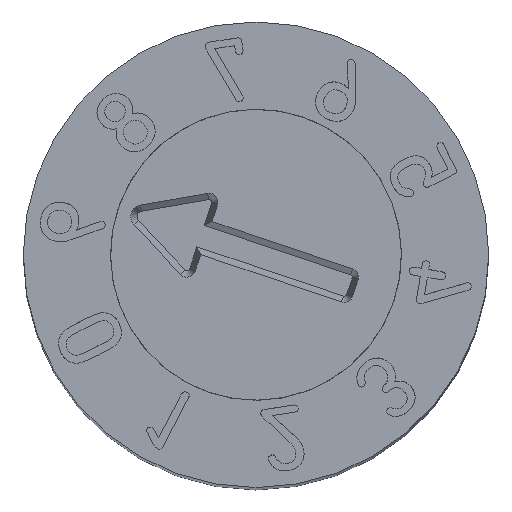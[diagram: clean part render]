
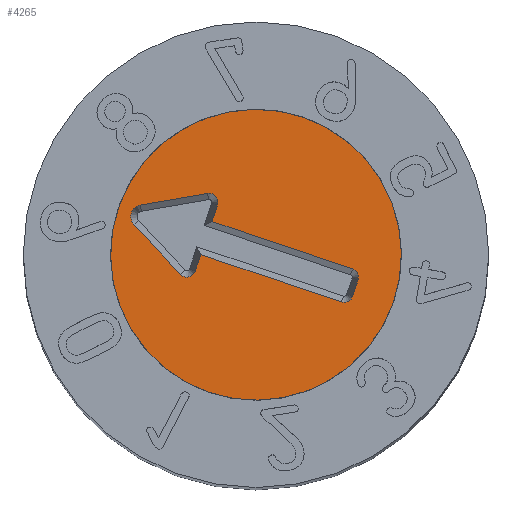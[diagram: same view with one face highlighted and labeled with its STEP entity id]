
A CAD part, top view. The second image highlights one B-rep face of the part: STEP entity #4265.
In plain terms, the highlighted planar face has unit normal (0, 0, 1).
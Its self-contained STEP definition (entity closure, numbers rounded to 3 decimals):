
#63=CIRCLE('',#4414,0.075);
#65=CIRCLE('',#4419,0.076);
#67=CIRCLE('',#4423,0.1);
#69=CIRCLE('',#4427,0.076);
#71=CIRCLE('',#4432,0.075);
#80=CIRCLE('',#4450,1.25);
#100=FACE_BOUND('',#662,.T.);
#174=PLANE('',#4451);
#408=FACE_OUTER_BOUND('',#661,.T.);
#661=EDGE_LOOP('',(#3878));
#662=EDGE_LOOP('',(#3879,#3880,#3881,#3882,#3883,#3884,#3885,#3886,#3887,
#3888,#3889,#3890));
#951=LINE('',#8120,#1266);
#954=LINE('',#8126,#1269);
#958=LINE('',#8138,#1273);
#962=LINE('',#8150,#1277);
#966=LINE('',#8162,#1281);
#969=LINE('',#8168,#1284);
#973=LINE('',#8178,#1288);
#1266=VECTOR('',#4932,10.);
#1269=VECTOR('',#4937,10.);
#1273=VECTOR('',#4949,10.);
#1277=VECTOR('',#4961,10.);
#1281=VECTOR('',#4973,10.);
#1284=VECTOR('',#4978,10.);
#1288=VECTOR('',#4990,10.);
#1965=VERTEX_POINT('',#8111);
#1966=VERTEX_POINT('',#8113);
#1968=VERTEX_POINT('',#8119);
#1970=VERTEX_POINT('',#8125);
#1972=VERTEX_POINT('',#8131);
#1974=VERTEX_POINT('',#8137);
#1976=VERTEX_POINT('',#8143);
#1978=VERTEX_POINT('',#8149);
#1980=VERTEX_POINT('',#8155);
#1982=VERTEX_POINT('',#8161);
#1984=VERTEX_POINT('',#8167);
#1986=VERTEX_POINT('',#8173);
#1994=VERTEX_POINT('',#8205);
#2580=EDGE_CURVE('',#1966,#1965,#63,.T.);
#2583=EDGE_CURVE('',#1968,#1966,#951,.T.);
#2586=EDGE_CURVE('',#1970,#1968,#954,.T.);
#2589=EDGE_CURVE('',#1972,#1970,#65,.T.);
#2592=EDGE_CURVE('',#1974,#1972,#958,.T.);
#2595=EDGE_CURVE('',#1976,#1974,#67,.T.);
#2598=EDGE_CURVE('',#1978,#1976,#962,.T.);
#2601=EDGE_CURVE('',#1980,#1978,#69,.T.);
#2604=EDGE_CURVE('',#1982,#1980,#966,.T.);
#2607=EDGE_CURVE('',#1984,#1982,#969,.T.);
#2610=EDGE_CURVE('',#1986,#1984,#71,.T.);
#2613=EDGE_CURVE('',#1965,#1986,#973,.T.);
#2625=EDGE_CURVE('',#1994,#1994,#80,.T.);
#3878=ORIENTED_EDGE('',*,*,#2625,.F.);
#3879=ORIENTED_EDGE('',*,*,#2580,.T.);
#3880=ORIENTED_EDGE('',*,*,#2613,.T.);
#3881=ORIENTED_EDGE('',*,*,#2610,.T.);
#3882=ORIENTED_EDGE('',*,*,#2607,.T.);
#3883=ORIENTED_EDGE('',*,*,#2604,.T.);
#3884=ORIENTED_EDGE('',*,*,#2601,.T.);
#3885=ORIENTED_EDGE('',*,*,#2598,.T.);
#3886=ORIENTED_EDGE('',*,*,#2595,.T.);
#3887=ORIENTED_EDGE('',*,*,#2592,.T.);
#3888=ORIENTED_EDGE('',*,*,#2589,.T.);
#3889=ORIENTED_EDGE('',*,*,#2586,.T.);
#3890=ORIENTED_EDGE('',*,*,#2583,.T.);
#4265=ADVANCED_FACE('',(#408,#100),#174,.F.);
#4414=AXIS2_PLACEMENT_3D('',#8114,#4926,#4927);
#4419=AXIS2_PLACEMENT_3D('',#8132,#4943,#4944);
#4423=AXIS2_PLACEMENT_3D('',#8144,#4955,#4956);
#4427=AXIS2_PLACEMENT_3D('',#8156,#4967,#4968);
#4432=AXIS2_PLACEMENT_3D('',#8174,#4984,#4985);
#4450=AXIS2_PLACEMENT_3D('',#8206,#5026,#5027);
#4451=AXIS2_PLACEMENT_3D('',#8208,#5029,#5030);
#4926=DIRECTION('center_axis',(0.,0.,-1.));
#4927=DIRECTION('ref_axis',(0.,-1.,0.));
#4932=DIRECTION('',(0.,1.,0.));
#4937=DIRECTION('',(1.,0.,0.));
#4943=DIRECTION('center_axis',(0.,0.,-1.));
#4944=DIRECTION('ref_axis',(0.,-1.,0.));
#4949=DIRECTION('',(-0.476,0.88,0.));
#4955=DIRECTION('center_axis',(0.,0.,-1.));
#4956=DIRECTION('ref_axis',(0.88,0.476,0.));
#4961=DIRECTION('',(-0.476,-0.88,0.));
#4967=DIRECTION('center_axis',(0.,0.,-1.));
#4968=DIRECTION('ref_axis',(-0.88,0.476,0.));
#4973=DIRECTION('',(1.,0.,0.));
#4978=DIRECTION('',(0.,-1.,0.));
#4984=DIRECTION('center_axis',(0.,0.,-1.));
#4985=DIRECTION('ref_axis',(-1.,0.,0.));
#4990=DIRECTION('',(1.,0.,0.));
#5026=DIRECTION('center_axis',(0.,0.,-1.));
#5027=DIRECTION('ref_axis',(-1.,0.,0.));
#5029=DIRECTION('center_axis',(0.,0.,-1.));
#5030=DIRECTION('ref_axis',(-1.,0.,0.));
#8111=CARTESIAN_POINT('',(-0.075,0.9,2.3));
#8113=CARTESIAN_POINT('',(-0.15,0.825,2.3));
#8114=CARTESIAN_POINT('Origin',(-0.075,0.825,2.3));
#8119=CARTESIAN_POINT('',(-0.15,-0.45,2.3));
#8120=CARTESIAN_POINT('',(-0.15,0.413,2.3));
#8125=CARTESIAN_POINT('',(-0.3,-0.45,2.3));
#8126=CARTESIAN_POINT('',(-0.075,-0.45,2.3));
#8131=CARTESIAN_POINT('',(-0.367,-0.562,2.3));
#8132=CARTESIAN_POINT('Origin',(-0.3,-0.526,2.3));
#8137=CARTESIAN_POINT('',(-0.088,-1.077,2.3));
#8138=CARTESIAN_POINT('',(-0.443,-0.421,2.3));
#8143=CARTESIAN_POINT('',(0.088,-1.077,2.3));
#8144=CARTESIAN_POINT('Origin',(0.,-1.03,
2.3));
#8149=CARTESIAN_POINT('',(0.367,-0.562,2.3));
#8150=CARTESIAN_POINT('',(0.303,-0.679,2.3));
#8155=CARTESIAN_POINT('',(0.3,-0.45,2.3));
#8156=CARTESIAN_POINT('Origin',(0.3,-0.526,2.3));
#8161=CARTESIAN_POINT('',(0.15,-0.45,2.3));
#8162=CARTESIAN_POINT('',(0.15,-0.45,2.3));
#8167=CARTESIAN_POINT('',(0.15,0.825,2.3));
#8168=CARTESIAN_POINT('',(0.15,-0.225,2.3));
#8173=CARTESIAN_POINT('',(0.075,0.9,2.3));
#8174=CARTESIAN_POINT('Origin',(0.075,0.825,2.3));
#8178=CARTESIAN_POINT('',(0.,0.9,2.3));
#8205=CARTESIAN_POINT('',(1.25,0.,2.3));
#8206=CARTESIAN_POINT('Origin',(0.,0.,2.3));
#8208=CARTESIAN_POINT('Origin',(0.,0.,2.3));
